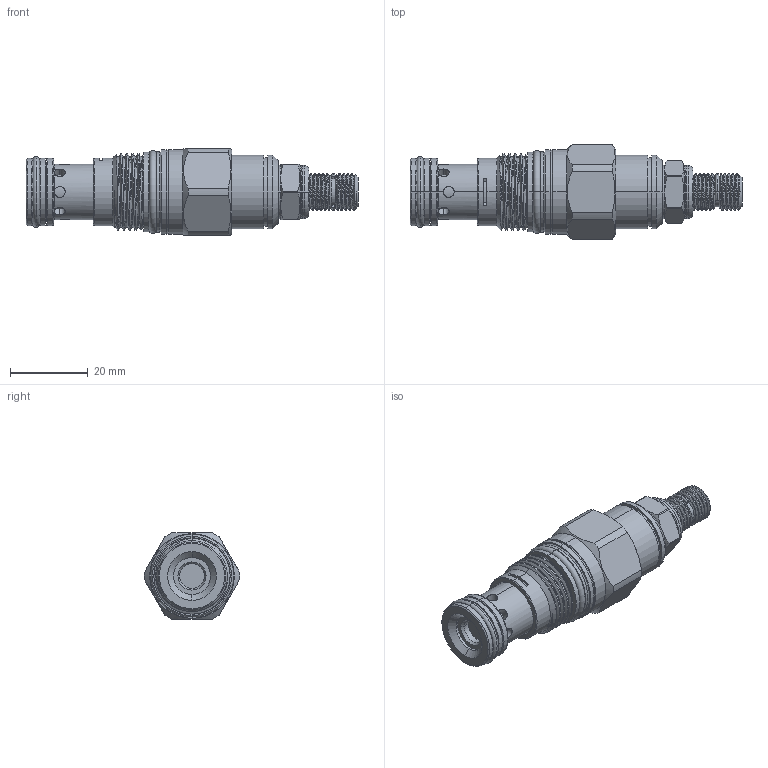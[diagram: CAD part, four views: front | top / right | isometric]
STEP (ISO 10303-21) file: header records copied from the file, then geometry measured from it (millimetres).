
FILE_DESCRIPTION (( 'STEP AP203' ), '1' );
FILE_NAME ('FR13A2F-L.STEP', '2020-03-19T08:12:15', ( '' ), ( '' ), 'SwSTEP 2.0', 'SolidWorks 2018', '' );
FILE_SCHEMA (( 'CONFIG_CONTROL_DESIGN' ));
Length unit declared in the file: millimetre
Products named in the file (1): FR13A2F-L
Bounding box: 85.55 x 24.59 x 22.22 mm (x, y, z)
Volume: 20443.2 mm3; surface area: 7482.1 mm2
Topology: 3 solids, 3 shells, 260 faces, 621 edges, 384 vertices
Faces by surface type: cylinder 124, plane 56, torus 36, cone 35, bspline 9
Entity records: 16705 total; most frequent: CARTESIAN_POINT 10843, ORIENTED_EDGE 1236, DIRECTION 1213, EDGE_CURVE 618, AXIS2_PLACEMENT_3D 510, VERTEX_POINT 383, EDGE_LOOP 281, ADVANCED_FACE 260
